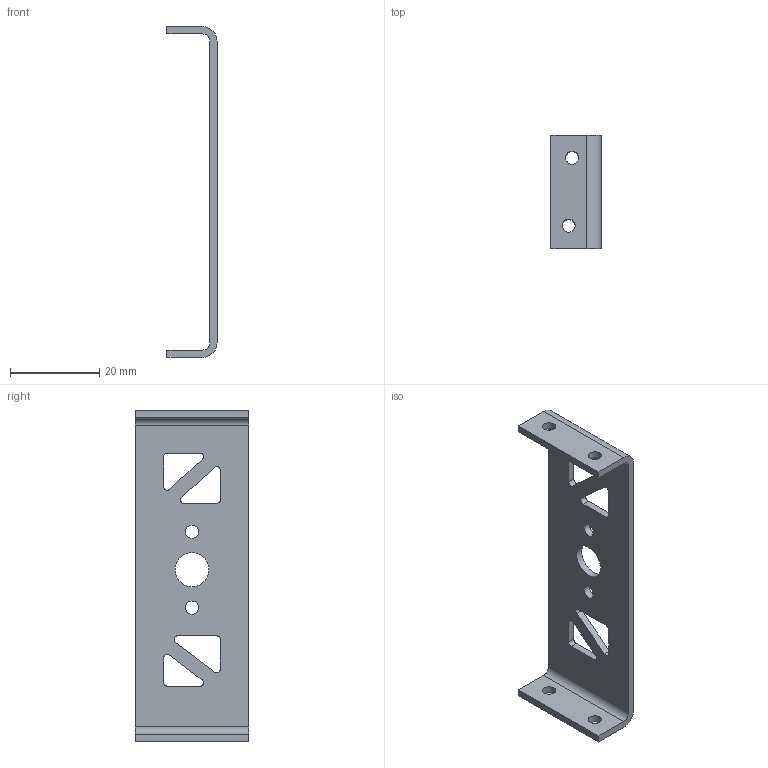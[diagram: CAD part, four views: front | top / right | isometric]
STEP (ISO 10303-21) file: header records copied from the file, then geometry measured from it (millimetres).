
FILE_DESCRIPTION(/* description */ ('Pan Servo Brace'),/* implementation_level */ '2;1');
FILE_NAME(/* name */ 'CS_CameraKit_MI-00014.ipt.step',/* time_stamp */ '2014-01-07T10:52:34-08:00',/* author */ ('Autodesk Inc.'),/* organization */ ('Autodesk Inc.'),/* preprocessor_version */ 'ST-DEVELOPER v15.2',/* originating_system */ 'Autodesk Inventor 2014',/* authorisation */ '');
FILE_SCHEMA (('AUTOMOTIVE_DESIGN { 1 0 10303 214 3 1 1 }'));
Length unit declared in the file: inch
Products named in the file (1): CS_CameraKit_MI-00014
Bounding box: 11.24 x 25.4 x 74.15 mm (x, y, z)
Volume: 3331.5 mm3; surface area: 4796.6 mm2
Topology: 1 solids, 1 shells, 45 faces, 129 edges, 86 vertices
Faces by surface type: cylinder 23, plane 22
Full cylindrical faces by diameter (mm): 2.946 x6, 7.62 x1
Entity records: 1521 total; most frequent: DIRECTION 260, CARTESIAN_POINT 254, ORIENTED_EDGE 244, EDGE_CURVE 122, AXIS2_PLACEMENT_3D 92, VERTEX_POINT 86, LINE 76, VECTOR 76
